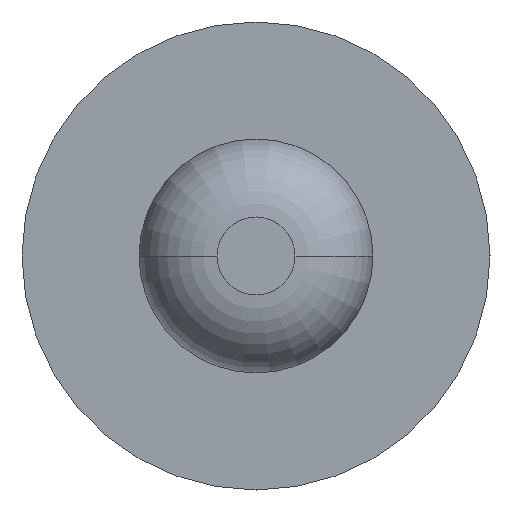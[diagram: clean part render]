
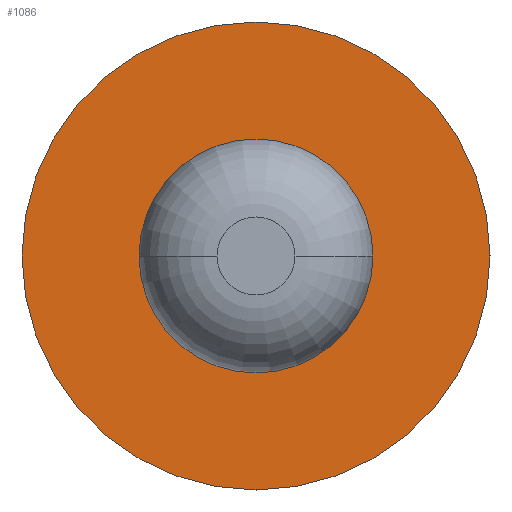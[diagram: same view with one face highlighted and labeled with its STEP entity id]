
A CAD part, front view. The second image highlights one B-rep face of the part: STEP entity #1086.
In plain terms, the highlighted planar face has unit normal (0, -1, 0).
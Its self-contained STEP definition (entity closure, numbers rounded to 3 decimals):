
#210 = VERTEX_POINT ( 'NONE', #425 ) ;
#425 = CARTESIAN_POINT ( 'NONE',  ( 0., 3.7, -0.255 ) ) ;
#433 = DIRECTION ( 'NONE',  ( 0., 0., 1. ) ) ;
#614 = AXIS2_PLACEMENT_3D ( 'NONE', #741, #3843, #3487 ) ;
#723 = EDGE_CURVE ( 'Defeature ausgef�hrt1_7+Defeature ausgef�hrt1_6+Defeature ausgef�hrt1_6+Defeature ausgef�hrt1_6', #2528, #210, #4343, .T. ) ;
#741 = CARTESIAN_POINT ( 'NONE',  ( 0., 3.7, 0. ) ) ;
#770 = DIRECTION ( 'NONE',  ( 0., 1., 0. ) ) ;
#1086 = ADVANCED_FACE ( 'Defeature ausgef�hrt1_7', ( #4402, #3537 ), #3026, .F. ) ;
#1178 = VERTEX_POINT ( 'NONE', #2281 ) ;
#1184 = CARTESIAN_POINT ( 'NONE',  ( 0., 3.7, 0.255 ) ) ;
#1403 = EDGE_LOOP ( 'NONE', ( #4094, #2196 ) ) ;
#1663 = CARTESIAN_POINT ( 'NONE',  ( 0., 3.7, 0. ) ) ;
#1846 = AXIS2_PLACEMENT_3D ( 'NONE', #3393, #3073, #2025 ) ;
#2025 = DIRECTION ( 'NONE',  ( 0., 0., 1. ) ) ;
#2196 = ORIENTED_EDGE ( 'NONE', *, *, #3365, .T. ) ;
#2228 = EDGE_CURVE ( 'Defeature ausgef�hrt1_8+Defeature ausgef�hrt1_7+Defeature ausgef�hrt1_7+Defeature ausgef�hrt1_7', #1178, #4336, #2544, .T. ) ;
#2281 = CARTESIAN_POINT ( 'NONE',  ( 0., 3.7, -0.75 ) ) ;
#2491 = CARTESIAN_POINT ( 'NONE',  ( 0., 3.7, 0. ) ) ;
#2492 = EDGE_CURVE ( 'Defeature ausgef�hrt1_8+Defeature ausgef�hrt1_7+Defeature ausgef�hrt1_7+Defeature ausgef�hrt1_7', #4336, #1178, #2669, .T. ) ;
#2528 = VERTEX_POINT ( 'NONE', #1184 ) ;
#2544 = CIRCLE ( 'NONE', #3013, 0.75 ) ;
#2669 = CIRCLE ( 'NONE', #614, 0.75 ) ;
#2859 = DIRECTION ( 'NONE',  ( 0., 0., 1. ) ) ;
#2894 = DIRECTION ( 'NONE',  ( 0., 1., 0. ) ) ;
#2912 = ORIENTED_EDGE ( 'NONE', *, *, #2228, .F. ) ;
#3013 = AXIS2_PLACEMENT_3D ( 'NONE', #3535, #2894, #433 ) ;
#3026 = PLANE ( 'NONE',  #1846 ) ;
#3073 = DIRECTION ( 'NONE',  ( 0., 1., 0. ) ) ;
#3142 = ORIENTED_EDGE ( 'NONE', *, *, #2492, .F. ) ;
#3365 = EDGE_CURVE ( 'Defeature ausgef�hrt1_7+Defeature ausgef�hrt1_6+Defeature ausgef�hrt1_6+Defeature ausgef�hrt1_6', #210, #2528, #4311, .T. ) ;
#3393 = CARTESIAN_POINT ( 'NONE',  ( 0.75, 3.7, 0. ) ) ;
#3487 = DIRECTION ( 'NONE',  ( 0., 0., 1. ) ) ;
#3535 = CARTESIAN_POINT ( 'NONE',  ( 0., 3.7, 0. ) ) ;
#3537 = FACE_BOUND ( 'NONE', #1403, .T. ) ;
#3599 = EDGE_LOOP ( 'NONE', ( #3142, #2912 ) ) ;
#3727 = DIRECTION ( 'NONE',  ( 0., 0., 1. ) ) ;
#3829 = CARTESIAN_POINT ( 'NONE',  ( 0., 3.7, 0.75 ) ) ;
#3843 = DIRECTION ( 'NONE',  ( 0., 1., 0. ) ) ;
#3927 = AXIS2_PLACEMENT_3D ( 'NONE', #2491, #770, #2859 ) ;
#4058 = DIRECTION ( 'NONE',  ( 0., 1., 0. ) ) ;
#4094 = ORIENTED_EDGE ( 'NONE', *, *, #723, .T. ) ;
#4311 = CIRCLE ( 'NONE', #3927, 0.255 ) ;
#4336 = VERTEX_POINT ( 'NONE', #3829 ) ;
#4343 = CIRCLE ( 'NONE', #4374, 0.255 ) ;
#4374 = AXIS2_PLACEMENT_3D ( 'NONE', #1663, #4058, #3727 ) ;
#4402 = FACE_OUTER_BOUND ( 'NONE', #3599, .T. ) ;
